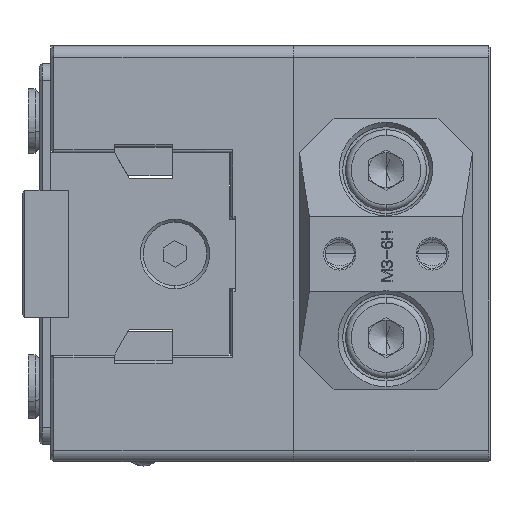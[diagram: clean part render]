
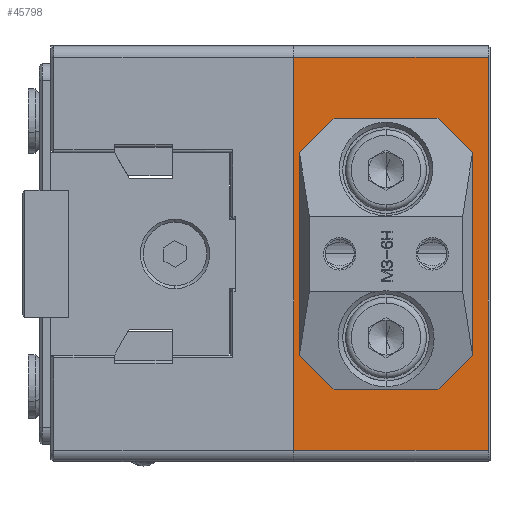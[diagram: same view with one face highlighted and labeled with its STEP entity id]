
A CAD part, left-side view. The second image highlights one B-rep face of the part: STEP entity #45798.
In plain terms, the highlighted planar face has unit normal (-1, 0, 0).
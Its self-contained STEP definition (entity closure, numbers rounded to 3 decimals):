
#273 = EDGE_CURVE ( 'NONE', #58429, #33496, #75722, .T. ) ;
#1764 = ORIENTED_EDGE ( 'NONE', *, *, #39045, .F. ) ;
#1837 = DIRECTION ( 'NONE',  ( -1., 0., 0. ) ) ;
#2026 = DIRECTION ( 'NONE',  ( 1., 0., 0. ) ) ;
#4478 = CIRCLE ( 'NONE', #36894, 2.025 ) ;
#5354 = EDGE_CURVE ( 'NONE', #30439, #7114, #62377, .T. ) ;
#5472 = VECTOR ( 'NONE', #63096, 1000. ) ;
#6769 = CARTESIAN_POINT ( 'NONE',  ( -26., -37.85, 18. ) ) ;
#6998 = EDGE_CURVE ( 'NONE', #31399, #31637, #4478, .T. ) ;
#7114 = VERTEX_POINT ( 'NONE', #33002 ) ;
#8717 = VECTOR ( 'NONE', #10743, 1000. ) ;
#10743 = DIRECTION ( 'NONE',  ( 0., 1., 0. ) ) ;
#12310 = ORIENTED_EDGE ( 'NONE', *, *, #46794, .F. ) ;
#12642 = LINE ( 'NONE', #41621, #8717 ) ;
#13615 = CARTESIAN_POINT ( 'NONE',  ( -26., -29., -7.25 ) ) ;
#13984 = FACE_BOUND ( 'NONE', #54625, .T. ) ;
#17115 = ORIENTED_EDGE ( 'NONE', *, *, #5354, .F. ) ;
#19936 = DIRECTION ( 'NONE',  ( 0., 0., 1. ) ) ;
#21681 = CARTESIAN_POINT ( 'NONE',  ( -26., -29., 7.25 ) ) ;
#22203 = CARTESIAN_POINT ( 'NONE',  ( -26., -29., -9.275 ) ) ;
#25885 = VECTOR ( 'NONE', #56519, 1000. ) ;
#26717 = ORIENTED_EDGE ( 'NONE', *, *, #273, .T. ) ;
#26818 = CARTESIAN_POINT ( 'NONE',  ( -26., -21., 17. ) ) ;
#27975 = DIRECTION ( 'NONE',  ( 0., 0., 1. ) ) ;
#28372 = CARTESIAN_POINT ( 'NONE',  ( -26., -29., 5.225 ) ) ;
#28681 = FACE_BOUND ( 'NONE', #40955, .T. ) ;
#29343 = AXIS2_PLACEMENT_3D ( 'NONE', #34786, #2026, #47338 ) ;
#30439 = VERTEX_POINT ( 'NONE', #28372 ) ;
#30583 = AXIS2_PLACEMENT_3D ( 'NONE', #70556, #32995, #76872 ) ;
#30863 = CARTESIAN_POINT ( 'NONE',  ( -26., -21., -17. ) ) ;
#31399 = VERTEX_POINT ( 'NONE', #22203 ) ;
#31637 = VERTEX_POINT ( 'NONE', #43217 ) ;
#32995 = DIRECTION ( 'NONE',  ( -1., 0., 0. ) ) ;
#33002 = CARTESIAN_POINT ( 'NONE',  ( -26., -29., 9.275 ) ) ;
#33496 = VERTEX_POINT ( 'NONE', #30863 ) ;
#33621 = EDGE_LOOP ( 'NONE', ( #59082, #67250, #35025, #26717 ) ) ;
#34786 = CARTESIAN_POINT ( 'NONE',  ( -26., -21., 18. ) ) ;
#35025 = ORIENTED_EDGE ( 'NONE', *, *, #37535, .T. ) ;
#36894 = AXIS2_PLACEMENT_3D ( 'NONE', #13615, #57376, #19936 ) ;
#37535 = EDGE_CURVE ( 'NONE', #64307, #58429, #12642, .T. ) ;
#38670 = LINE ( 'NONE', #6769, #5472 ) ;
#39045 = EDGE_CURVE ( 'NONE', #7114, #30439, #50570, .T. ) ;
#39261 = CARTESIAN_POINT ( 'NONE',  ( -26., -29., -7.25 ) ) ;
#40955 = EDGE_LOOP ( 'NONE', ( #1764, #17115 ) ) ;
#41053 = PLANE ( 'NONE',  #29343 ) ;
#41621 = CARTESIAN_POINT ( 'NONE',  ( -26., -21., 17. ) ) ;
#42349 = VECTOR ( 'NONE', #53120, 1000. ) ;
#43217 = CARTESIAN_POINT ( 'NONE',  ( -26., -29., -5.225 ) ) ;
#44394 = CARTESIAN_POINT ( 'NONE',  ( -26., -37.85, 17. ) ) ;
#44823 = EDGE_CURVE ( 'NONE', #33496, #79300, #59104, .T. ) ;
#45577 = DIRECTION ( 'NONE',  ( 0., 0., 1. ) ) ;
#45798 = ADVANCED_FACE ( 'NONE', ( #13984, #28681, #76706 ), #41053, .F. ) ;
#46794 = EDGE_CURVE ( 'NONE', #31637, #31399, #80666, .T. ) ;
#47338 = DIRECTION ( 'NONE',  ( 0., 1., 0. ) ) ;
#50570 = CIRCLE ( 'NONE', #77320, 2.025 ) ;
#53120 = DIRECTION ( 'NONE',  ( 0., 0., -1. ) ) ;
#54210 = CARTESIAN_POINT ( 'NONE',  ( -26., -37.85, -17. ) ) ;
#54625 = EDGE_LOOP ( 'NONE', ( #12310, #68842 ) ) ;
#56519 = DIRECTION ( 'NONE',  ( 0., -1., 0. ) ) ;
#57376 = DIRECTION ( 'NONE',  ( -1., 0., 0. ) ) ;
#58429 = VERTEX_POINT ( 'NONE', #26818 ) ;
#59082 = ORIENTED_EDGE ( 'NONE', *, *, #44823, .T. ) ;
#59104 = LINE ( 'NONE', #74961, #25885 ) ;
#59459 = CARTESIAN_POINT ( 'NONE',  ( -26., -21., 18. ) ) ;
#62377 = CIRCLE ( 'NONE', #30583, 2.025 ) ;
#63096 = DIRECTION ( 'NONE',  ( 0., 0., 1. ) ) ;
#64307 = VERTEX_POINT ( 'NONE', #44394 ) ;
#65444 = DIRECTION ( 'NONE',  ( -1., 0., 0. ) ) ;
#67250 = ORIENTED_EDGE ( 'NONE', *, *, #70771, .T. ) ;
#68842 = ORIENTED_EDGE ( 'NONE', *, *, #6998, .F. ) ;
#70556 = CARTESIAN_POINT ( 'NONE',  ( -26., -29., 7.25 ) ) ;
#70771 = EDGE_CURVE ( 'NONE', #79300, #64307, #38670, .T. ) ;
#72397 = AXIS2_PLACEMENT_3D ( 'NONE', #39261, #1837, #45577 ) ;
#74961 = CARTESIAN_POINT ( 'NONE',  ( -26., -37.85, -17. ) ) ;
#75722 = LINE ( 'NONE', #59459, #42349 ) ;
#76706 = FACE_OUTER_BOUND ( 'NONE', #33621, .T. ) ;
#76872 = DIRECTION ( 'NONE',  ( 0., 0., 1. ) ) ;
#77320 = AXIS2_PLACEMENT_3D ( 'NONE', #21681, #65444, #27975 ) ;
#79300 = VERTEX_POINT ( 'NONE', #54210 ) ;
#80666 = CIRCLE ( 'NONE', #72397, 2.025 ) ;
